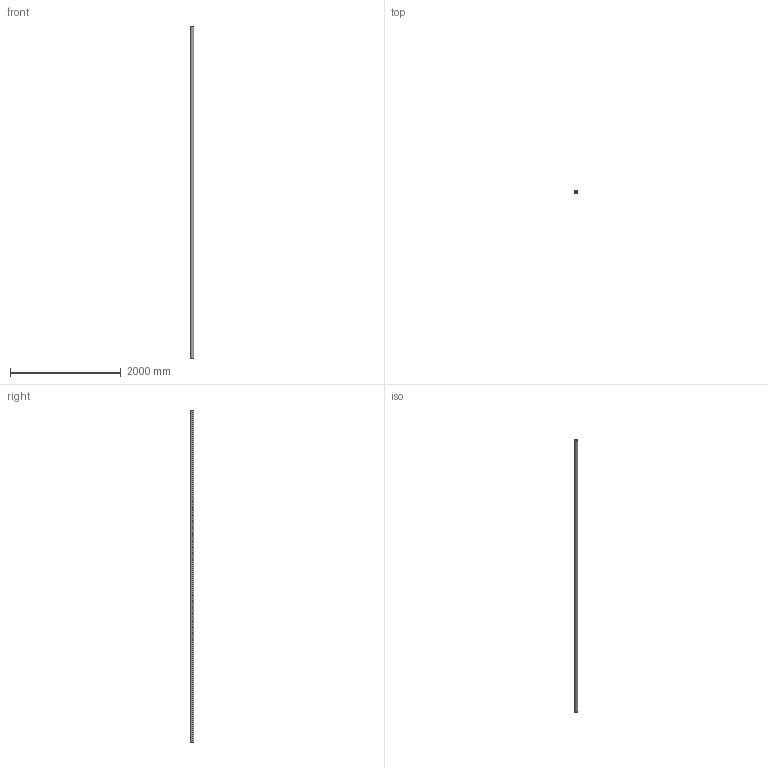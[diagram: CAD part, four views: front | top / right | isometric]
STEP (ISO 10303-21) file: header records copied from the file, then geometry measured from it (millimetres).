
FILE_DESCRIPTION (( 'STEP AP203' ), '1' );
FILE_NAME ('55155-ST.step', '2021-12-22T10:33:07', ( '' ), ( '' ), 'SwSTEP 2.0', 'SolidWorks 2018', '' );
FILE_SCHEMA (( 'CONFIG_CONTROL_DESIGN' ));
Length unit declared in the file: millimetre
Products named in the file (2): 55155-ST
Bounding box: 60.3 x 60.3 x 6000 mm (x, y, z)
Volume: 3137696.6 mm3; surface area: 2164983.5 mm2
Topology: 1 solids, 1 shells, 224 faces, 611 edges, 400 vertices
Faces by surface type: plane 100, bspline 95, cylinder 29
Entity records: 10804 total; most frequent: CARTESIAN_POINT 5640, ORIENTED_EDGE 1222, DIRECTION 745, EDGE_CURVE 611, VERTEX_POINT 400, LINE 299, VECTOR 299, EDGE_LOOP 237
